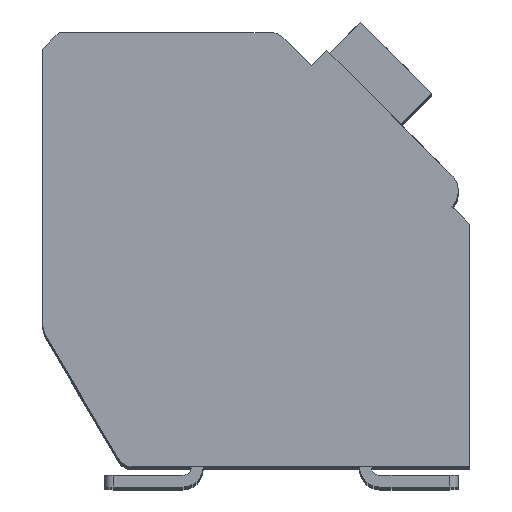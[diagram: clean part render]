
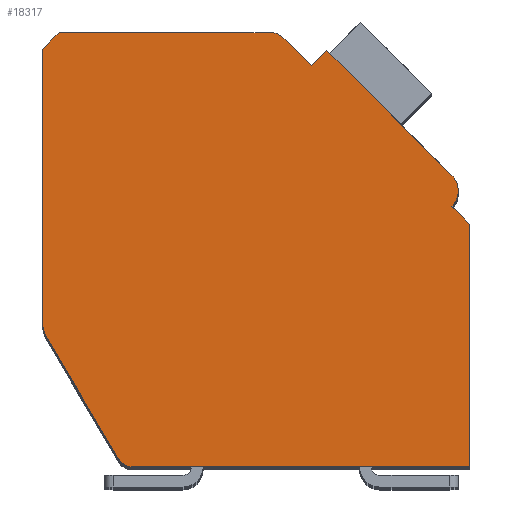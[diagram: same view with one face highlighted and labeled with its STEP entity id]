
A CAD part, top view. The second image highlights one B-rep face of the part: STEP entity #18317.
In plain terms, the highlighted planar face has unit normal (0, 0, 1).
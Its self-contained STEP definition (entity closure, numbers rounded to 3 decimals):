
#389=DIRECTION('',(0.,-1.,0.));
#390=VECTOR('',#389,8.053);
#391=CARTESIAN_POINT('',(-12.7,12.4,2.1));
#392=LINE('',#391,#390);
#393=DIRECTION('',(-0.707,-0.707,0.));
#394=VECTOR('',#393,0.707);
#395=CARTESIAN_POINT('',(-12.2,12.9,2.1));
#396=LINE('',#395,#394);
#397=DIRECTION('',(-1.,0.,0.));
#398=VECTOR('',#397,6.298);
#399=CARTESIAN_POINT('',(-5.902,12.9,2.1));
#400=LINE('',#399,#398);
#401=CARTESIAN_POINT('',(-5.902,12.4,2.1));
#402=DIRECTION('',(0.,0.,1.));
#403=DIRECTION('',(0.707,0.707,0.));
#404=AXIS2_PLACEMENT_3D('',#401,#402,#403);
#406=DIRECTION('',(-0.707,0.707,0.));
#407=VECTOR('',#406,1.197);
#408=CARTESIAN_POINT('',(-4.702,11.907,2.1));
#409=LINE('',#408,#407);
#410=DIRECTION('',(-0.707,-0.707,0.));
#411=VECTOR('',#410,0.65);
#412=CARTESIAN_POINT('',(-4.243,12.367,2.1));
#413=LINE('',#412,#411);
#414=DIRECTION('',(-0.707,0.707,0.));
#415=VECTOR('',#414,5.25);
#416=CARTESIAN_POINT('',(-0.53,8.655,2.1));
#417=LINE('',#416,#415);
#418=CARTESIAN_POINT('',(-0.99,8.195,2.1));
#419=DIRECTION('',(0.,0.,1.));
#420=DIRECTION('',(0.707,-0.707,0.));
#421=AXIS2_PLACEMENT_3D('',#418,#419,#420);
#423=DIRECTION('',(-0.707,0.707,0.));
#424=VECTOR('',#423,0.75);
#425=CARTESIAN_POINT('',(0.,7.205,2.1));
#426=LINE('',#425,#424);
#427=DIRECTION('',(0.,1.,0.));
#428=VECTOR('',#427,7.205);
#429=CARTESIAN_POINT('',(0.,0.,2.1));
#430=LINE('',#429,#428);
#431=DIRECTION('',(1.,0.,0.));
#432=VECTOR('',#431,10.014);
#433=CARTESIAN_POINT('',(-10.014,0.,2.1));
#434=LINE('',#433,#432);
#435=CARTESIAN_POINT('',(-10.014,0.5,2.1));
#436=DIRECTION('',(0.,0.,1.));
#437=DIRECTION('',(-0.862,-0.508,0.));
#438=AXIS2_PLACEMENT_3D('',#435,#436,#437);
#440=DIRECTION('',(0.508,-0.862,0.));
#441=VECTOR('',#440,4.17);
#442=CARTESIAN_POINT('',(-12.562,3.839,2.1));
#443=LINE('',#442,#441);
#444=CARTESIAN_POINT('',(-11.7,4.347,2.1));
#445=DIRECTION('',(0.,0.,1.));
#446=DIRECTION('',(-1.,0.,0.));
#447=AXIS2_PLACEMENT_3D('',#444,#445,#446);
#13783=CARTESIAN_POINT('',(-12.7,12.4,2.1));
#13784=CARTESIAN_POINT('',(-12.7,4.347,2.1));
#13785=VERTEX_POINT('',#13783);
#13786=VERTEX_POINT('',#13784);
#13787=CARTESIAN_POINT('',(-12.562,3.839,2.1));
#13788=VERTEX_POINT('',#13787);
#13789=CARTESIAN_POINT('',(-10.445,0.246,2.1));
#13790=VERTEX_POINT('',#13789);
#13791=CARTESIAN_POINT('',(-10.014,0.,2.1));
#13792=VERTEX_POINT('',#13791);
#13793=CARTESIAN_POINT('',(0.,0.,2.1));
#13794=VERTEX_POINT('',#13793);
#13795=CARTESIAN_POINT('',(0.,7.205,2.1));
#13796=VERTEX_POINT('',#13795);
#13797=CARTESIAN_POINT('',(-0.53,7.735,2.1));
#13798=VERTEX_POINT('',#13797);
#13799=CARTESIAN_POINT('',(-0.53,8.655,2.1));
#13800=VERTEX_POINT('',#13799);
#13801=CARTESIAN_POINT('',(-4.243,12.367,2.1));
#13802=VERTEX_POINT('',#13801);
#13803=CARTESIAN_POINT('',(-4.702,11.907,2.1));
#13804=VERTEX_POINT('',#13803);
#13805=CARTESIAN_POINT('',(-5.548,12.754,2.1));
#13806=VERTEX_POINT('',#13805);
#13807=CARTESIAN_POINT('',(-5.902,12.9,2.1));
#13808=VERTEX_POINT('',#13807);
#13809=CARTESIAN_POINT('',(-12.2,12.9,2.1));
#13810=VERTEX_POINT('',#13809);
#18284=CARTESIAN_POINT('',(0.,0.,2.1));
#18285=DIRECTION('',(0.,0.,1.));
#18286=DIRECTION('',(1.,0.,0.));
#18287=AXIS2_PLACEMENT_3D('',#18284,#18285,#18286);
#18288=PLANE('',#18287);
#18289=ORIENTED_EDGE('',*,*,#17925,.F.);
#18291=ORIENTED_EDGE('',*,*,#18290,.F.);
#18293=ORIENTED_EDGE('',*,*,#18292,.F.);
#18295=ORIENTED_EDGE('',*,*,#18294,.F.);
#18297=ORIENTED_EDGE('',*,*,#18296,.F.);
#18299=ORIENTED_EDGE('',*,*,#18298,.F.);
#18301=ORIENTED_EDGE('',*,*,#18300,.F.);
#18303=ORIENTED_EDGE('',*,*,#18302,.F.);
#18305=ORIENTED_EDGE('',*,*,#18304,.F.);
#18307=ORIENTED_EDGE('',*,*,#18306,.F.);
#18309=ORIENTED_EDGE('',*,*,#18308,.F.);
#18311=ORIENTED_EDGE('',*,*,#18310,.F.);
#18313=ORIENTED_EDGE('',*,*,#18312,.F.);
#18314=ORIENTED_EDGE('',*,*,#18067,.F.);
#18315=EDGE_LOOP('',(#18289,#18291,#18293,#18295,#18297,#18299,#18301,#18303,
#18305,#18307,#18309,#18311,#18313,#18314));
#18316=FACE_OUTER_BOUND('',#18315,.F.);
#405=CIRCLE('',#404,0.5);
#422=CIRCLE('',#421,0.65);
#439=CIRCLE('',#438,0.5);
#448=CIRCLE('',#447,1.);
#17925=EDGE_CURVE('',#13785,#13786,#392,.T.);
#18067=EDGE_CURVE('',#13786,#13788,#448,.T.);
#18290=EDGE_CURVE('',#13810,#13785,#396,.T.);
#18292=EDGE_CURVE('',#13808,#13810,#400,.T.);
#18294=EDGE_CURVE('',#13806,#13808,#405,.T.);
#18296=EDGE_CURVE('',#13804,#13806,#409,.T.);
#18298=EDGE_CURVE('',#13802,#13804,#413,.T.);
#18300=EDGE_CURVE('',#13800,#13802,#417,.T.);
#18302=EDGE_CURVE('',#13798,#13800,#422,.T.);
#18304=EDGE_CURVE('',#13796,#13798,#426,.T.);
#18306=EDGE_CURVE('',#13794,#13796,#430,.T.);
#18308=EDGE_CURVE('',#13792,#13794,#434,.T.);
#18310=EDGE_CURVE('',#13790,#13792,#439,.T.);
#18312=EDGE_CURVE('',#13788,#13790,#443,.T.);
#18317=ADVANCED_FACE('',(#18316),#18288,.T.);
